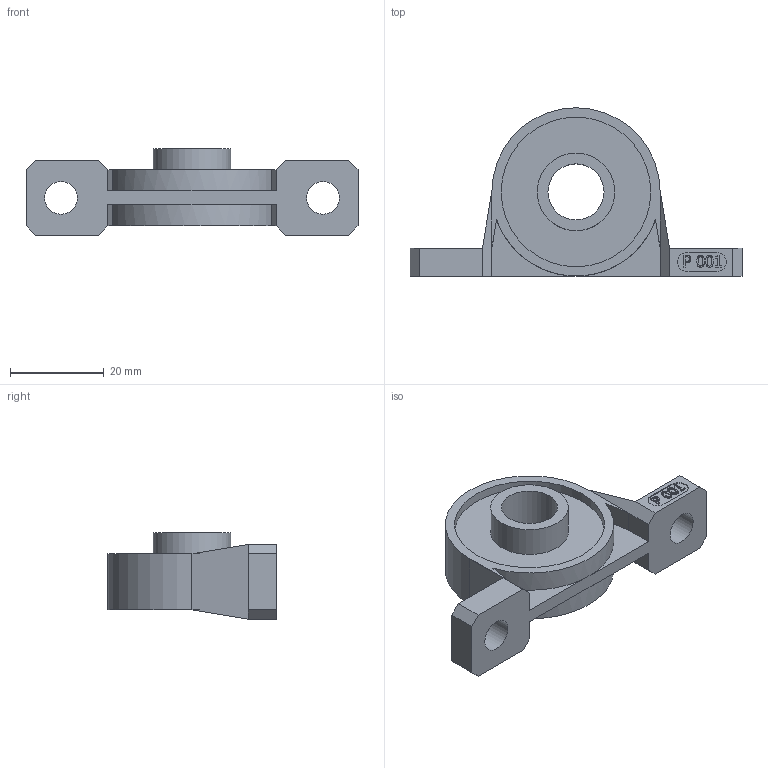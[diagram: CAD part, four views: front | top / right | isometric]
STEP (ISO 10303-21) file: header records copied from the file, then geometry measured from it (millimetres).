
FILE_DESCRIPTION(/* description */ (''),/* implementation_level */ '2;1');
FILE_NAME(/* name */ 'P_001.stp',/* time_stamp */ '2021-02-18T18:47:20+01:00',/* author */ ('Gpo'),/* organization */ (''),/* preprocessor_version */ 'ST-DEVELOPER v16.13',/* originating_system */ 'Autodesk Inventor 2018',/* authorisation */ '');
FILE_SCHEMA (('AUTOMOTIVE_DESIGN { 1 0 10303 214 3 1 1 }'));
Length unit declared in the file: millimetre
Products named in the file (1): P_001
Bounding box: 71 x 36 x 18.5 mm (x, y, z)
Volume: 12398.3 mm3; surface area: 6957.4 mm2
Topology: 1 solids, 1 shells, 114 faces, 289 edges, 189 vertices
Faces by surface type: plane 67, bspline 33, cylinder 14
Full cylindrical faces by diameter (mm): 7 x2, 12 x1, 16.6 x2, 32 x2
Entity records: 3562 total; most frequent: CARTESIAN_POINT 1009, ORIENTED_EDGE 558, DIRECTION 407, EDGE_CURVE 279, VERTEX_POINT 186, LINE 183, VECTOR 183, EDGE_LOOP 139
